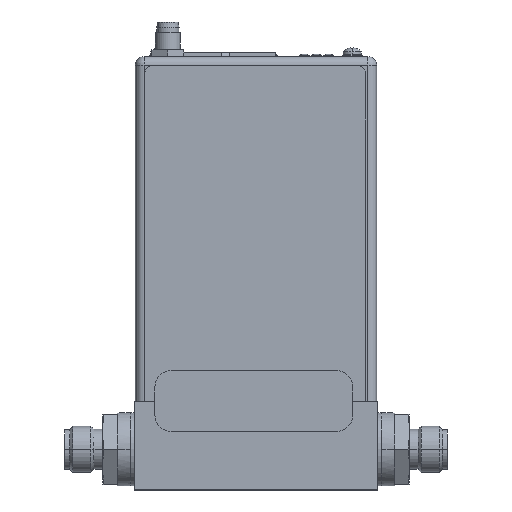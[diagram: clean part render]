
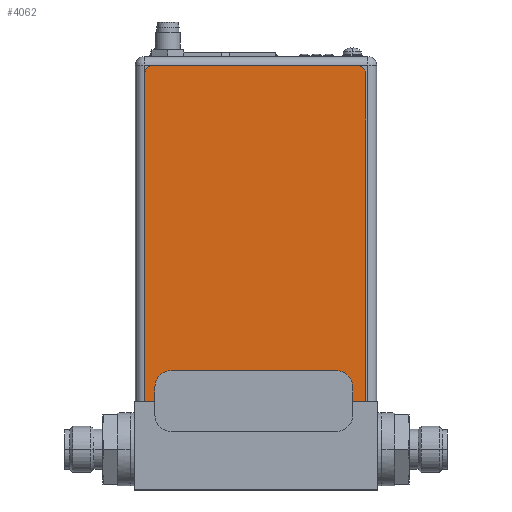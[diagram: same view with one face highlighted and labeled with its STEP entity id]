
A CAD part, top view. The second image highlights one B-rep face of the part: STEP entity #4062.
In plain terms, the highlighted planar face has unit normal (0, 0, 1).
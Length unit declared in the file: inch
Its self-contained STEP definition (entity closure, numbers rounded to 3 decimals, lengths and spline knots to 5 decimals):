
#3895=CARTESIAN_POINT('',(2.63,4.04,0.004));
#3896=DIRECTION('',(0.,0.,-1.));
#3897=DIRECTION('',(0.,1.,0.));
#3898=AXIS2_PLACEMENT_3D('',#3895,#3896,#3897);
#3900=DIRECTION('',(0.,-1.,0.));
#3901=VECTOR('',#3900,4.04);
#3902=CARTESIAN_POINT('',(2.73,4.04,0.004));
#3903=LINE('',#3902,#3901);
#3904=DIRECTION('',(-1.,0.,0.));
#3905=VECTOR('',#3904,2.73);
#3906=CARTESIAN_POINT('',(2.73,0.,0.004));
#3907=LINE('',#3906,#3905);
#3908=DIRECTION('',(0.,1.,0.));
#3909=VECTOR('',#3908,4.04);
#3910=CARTESIAN_POINT('',(0.,0.,0.004));
#3911=LINE('',#3910,#3909);
#3912=CARTESIAN_POINT('',(0.1,4.04,0.004));
#3913=DIRECTION('',(0.,0.,-1.));
#3914=DIRECTION('',(-1.,0.,0.));
#3915=AXIS2_PLACEMENT_3D('',#3912,#3913,#3914);
#3917=DIRECTION('',(1.,0.,0.));
#3918=VECTOR('',#3917,2.53);
#3919=CARTESIAN_POINT('',(0.1,4.14,0.004));
#3920=LINE('',#3919,#3918);
#3933=CARTESIAN_POINT('',(2.73,4.04,0.004));
#3934=VERTEX_POINT('',#3933);
#3935=CARTESIAN_POINT('',(2.63,4.14,0.004));
#3936=VERTEX_POINT('',#3935);
#3937=CARTESIAN_POINT('',(2.73,0.,0.004));
#3938=VERTEX_POINT('',#3937);
#3939=CARTESIAN_POINT('',(0.,0.,0.004));
#3940=VERTEX_POINT('',#3939);
#3941=CARTESIAN_POINT('',(0.,4.04,0.004));
#3942=VERTEX_POINT('',#3941);
#3943=CARTESIAN_POINT('',(0.1,4.14,0.004));
#3944=VERTEX_POINT('',#3943);
#4049=CARTESIAN_POINT('',(0.,0.,0.004));
#4050=DIRECTION('',(0.,0.,1.));
#4051=DIRECTION('',(1.,0.,0.));
#4052=AXIS2_PLACEMENT_3D('',#4049,#4050,#4051);
#4053=PLANE('',#4052);
#4054=ORIENTED_EDGE('',*,*,#3973,.T.);
#4055=ORIENTED_EDGE('',*,*,#3989,.T.);
#4056=ORIENTED_EDGE('',*,*,#4002,.T.);
#4057=ORIENTED_EDGE('',*,*,#4015,.T.);
#4058=ORIENTED_EDGE('',*,*,#4030,.T.);
#4059=ORIENTED_EDGE('',*,*,#4042,.T.);
#4060=EDGE_LOOP('',(#4054,#4055,#4056,#4057,#4058,#4059));
#4061=FACE_OUTER_BOUND('',#4060,.F.);
#4062=ADVANCED_FACE('',(#4061),#4053,.T.);
#3899=CIRCLE('',#3898,0.1);
#3916=CIRCLE('',#3915,0.1);
#3973=EDGE_CURVE('',#3936,#3934,#3899,.T.);
#3989=EDGE_CURVE('',#3934,#3938,#3903,.T.);
#4002=EDGE_CURVE('',#3938,#3940,#3907,.T.);
#4015=EDGE_CURVE('',#3940,#3942,#3911,.T.);
#4030=EDGE_CURVE('',#3942,#3944,#3916,.T.);
#4042=EDGE_CURVE('',#3944,#3936,#3920,.T.);
